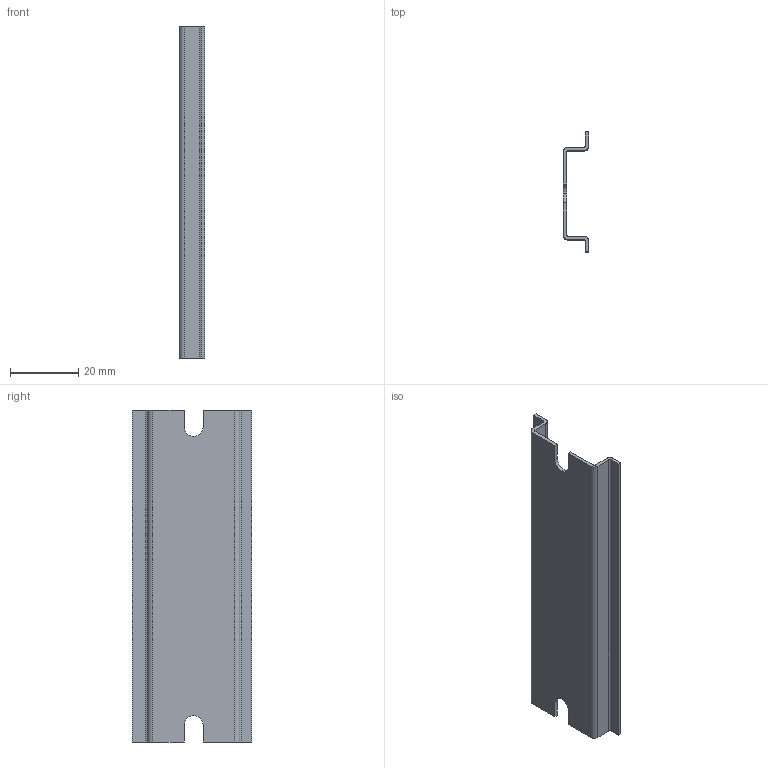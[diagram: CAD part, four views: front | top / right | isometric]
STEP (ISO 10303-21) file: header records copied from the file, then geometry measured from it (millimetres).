
FILE_DESCRIPTION(('STEP AP242'),'1');
FILE_NAME('nsyamrd11357tb.stp','2020-01-16T04:53:05',('TraceParts'),('TraceParts S.A.'),'Spatial InterOp 3D',' ',' ');
FILE_SCHEMA(('AP242_MANAGED_MODEL_BASED_3D_ENGINEERING_MIM_LF {1 0 10303 442 1 1 4}'));
Length unit declared in the file: millimetre
Products named in the file (1): nsyamrd11357tb
Bounding box: 7.5 x 35 x 97 mm (x, y, z)
Volume: 4410.7 mm3; surface area: 9134.3 mm2
Topology: 1 solids, 1 shells, 32 faces, 90 edges, 60 vertices
Faces by surface type: plane 20, cylinder 12
Entity records: 1053 total; most frequent: CARTESIAN_POINT 183, DIRECTION 180, ORIENTED_EDGE 180, EDGE_CURVE 90, LINE 66, VECTOR 66, VERTEX_POINT 60, AXIS2_PLACEMENT_3D 57
